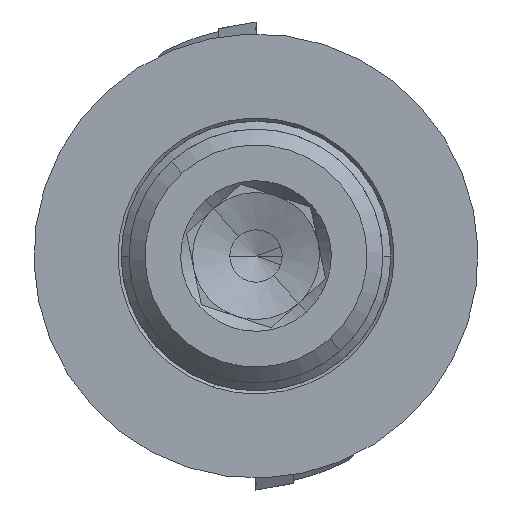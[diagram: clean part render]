
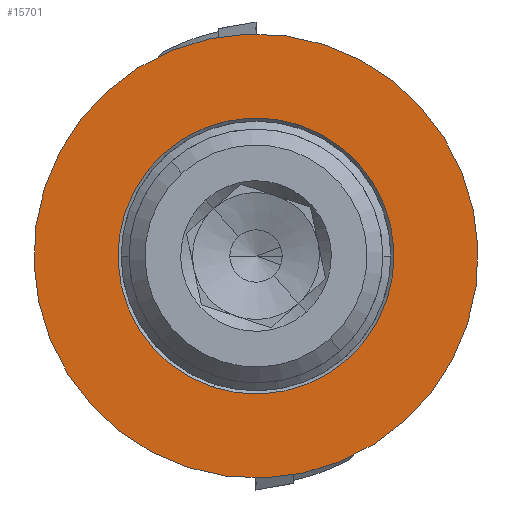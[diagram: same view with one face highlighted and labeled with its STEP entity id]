
A CAD part, left-side view. The second image highlights one B-rep face of the part: STEP entity #15701.
In plain terms, the highlighted planar face has unit normal (-1, 0, 0).
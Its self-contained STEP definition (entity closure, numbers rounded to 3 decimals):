
#22 = DIRECTION ( 'NONE',  ( -1., 0., 0. ) ) ;
#51 = CARTESIAN_POINT ( 'NONE',  ( 0., 0., 0. ) ) ;
#1251 = CARTESIAN_POINT ( 'NONE',  ( 0., 0., 14. ) ) ;
#1300 = CARTESIAN_POINT ( 'NONE',  ( 0., 14., 0. ) ) ;
#1374 = DIRECTION ( 'NONE',  ( 1., 0., 0. ) ) ;
#2552 = VERTEX_POINT ( 'NONE', #10518 ) ;
#2661 = CARTESIAN_POINT ( 'NONE',  ( 0., 0., -14. ) ) ;
#3899 = CARTESIAN_POINT ( 'NONE',  ( 0., 0., -8.7 ) ) ;
#3948 = EDGE_CURVE ( 'NONE', #19243, #2552, #8839, .T. ) ;
#4025 = AXIS2_PLACEMENT_3D ( 'NONE', #19464, #19437, #19416 ) ;
#5262 = DIRECTION ( 'NONE',  ( 0., 0., 1. ) ) ;
#5674 = CARTESIAN_POINT ( 'NONE',  ( 0., 0., 0. ) ) ;
#6023 = AXIS2_PLACEMENT_3D ( 'NONE', #21318, #9524, #23227 ) ;
#6318 = EDGE_CURVE ( 'NONE', #9935, #13660, #21624, .T. ) ;
#7670 = DIRECTION ( 'NONE',  ( 0., 0., 1. ) ) ;
#7996 = EDGE_CURVE ( 'NONE', #13660, #9935, #13630, .T. ) ;
#8495 = EDGE_LOOP ( 'NONE', ( #11673, #11965 ) ) ;
#8503 = EDGE_CURVE ( 'NONE', #2552, #19243, #16087, .T. ) ;
#8839 = CIRCLE ( 'NONE', #4025, 8.7 ) ;
#9524 = DIRECTION ( 'NONE',  ( -1., 0., 0. ) ) ;
#9935 = VERTEX_POINT ( 'NONE', #1251 ) ;
#10518 = CARTESIAN_POINT ( 'NONE',  ( 0., 0., 8.7 ) ) ;
#11241 = ORIENTED_EDGE ( 'NONE', *, *, #8503, .F. ) ;
#11361 = ORIENTED_EDGE ( 'NONE', *, *, #3948, .F. ) ;
#11673 = ORIENTED_EDGE ( 'NONE', *, *, #6318, .T. ) ;
#11965 = ORIENTED_EDGE ( 'NONE', *, *, #7996, .T. ) ;
#13630 = CIRCLE ( 'NONE', #24585, 14. ) ;
#13660 = VERTEX_POINT ( 'NONE', #2661 ) ;
#14667 = AXIS2_PLACEMENT_3D ( 'NONE', #1300, #1374, #15441 ) ;
#15441 = DIRECTION ( 'NONE',  ( 0., 0., -1. ) ) ;
#15701 = ADVANCED_FACE ( 'NONE', ( #18163, #23255 ), #23126, .F. ) ;
#16087 = CIRCLE ( 'NONE', #6023, 8.7 ) ;
#18163 = FACE_BOUND ( 'NONE', #20265, .T. ) ;
#19243 = VERTEX_POINT ( 'NONE', #3899 ) ;
#19416 = DIRECTION ( 'NONE',  ( 0., 0., 1. ) ) ;
#19437 = DIRECTION ( 'NONE',  ( -1., 0., 0. ) ) ;
#19464 = CARTESIAN_POINT ( 'NONE',  ( 0., 0., 0. ) ) ;
#19582 = DIRECTION ( 'NONE',  ( -1., 0., 0. ) ) ;
#20265 = EDGE_LOOP ( 'NONE', ( #11241, #11361 ) ) ;
#20409 = AXIS2_PLACEMENT_3D ( 'NONE', #51, #22, #5262 ) ;
#21318 = CARTESIAN_POINT ( 'NONE',  ( 0., 0., 0. ) ) ;
#21624 = CIRCLE ( 'NONE', #20409, 14. ) ;
#23126 = PLANE ( 'NONE',  #14667 ) ;
#23227 = DIRECTION ( 'NONE',  ( 0., 0., 1. ) ) ;
#23255 = FACE_OUTER_BOUND ( 'NONE', #8495, .T. ) ;
#24585 = AXIS2_PLACEMENT_3D ( 'NONE', #5674, #19582, #7670 ) ;
